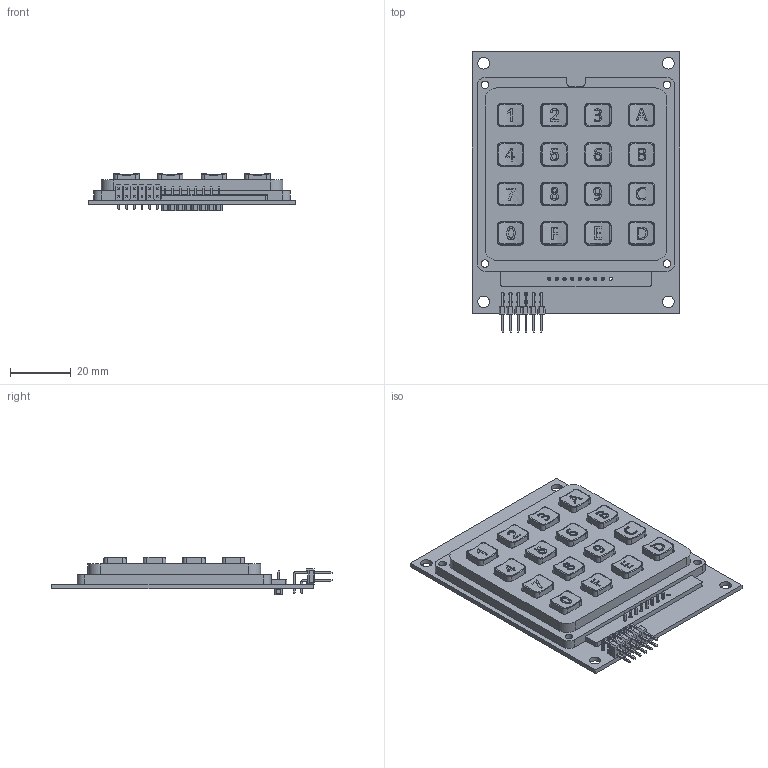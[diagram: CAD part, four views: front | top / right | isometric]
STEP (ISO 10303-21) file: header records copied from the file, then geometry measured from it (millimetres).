
FILE_DESCRIPTION(/* description */ ('Alibre Inc.'),/* implementation_level */ '2;1');
FILE_NAME(/* name */ 'export0',/* time_stamp */ '2016-12-08T12:04:52-08:00',/* author */ (''),/* organization */ (''),/* preprocessor_version */ 'ST-DEVELOPER v14',/* originating_system */ 'Alibre',/* authorisation */ '');
FILE_SCHEMA (('AUTOMOTIVE_DESIGN'));
Length unit declared in the file: centimetre
Bounding box: 68.58 x 92.57 x 12.49 mm (x, y, z)
Volume: 36155.6 mm3; surface area: 32563.3 mm2
Topology: 5 solids, 5 shells, 1358 faces, 3452 edges, 2195 vertices
Faces by surface type: plane 810, cylinder 282, bspline 234, torus 32
Full cylindrical faces by diameter (mm): 1.067 x30, 2.5 x4, 2.75 x4, 3.81 x4
Entity records: 47373 total; most frequent: CARTESIAN_POINT 15703, ORIENTED_EDGE 6802, DIRECTION 4789, EDGE_CURVE 3401, VECTOR 2211, LINE 2211, VERTEX_POINT 2186, AXIS2_PLACEMENT_3D 1660
